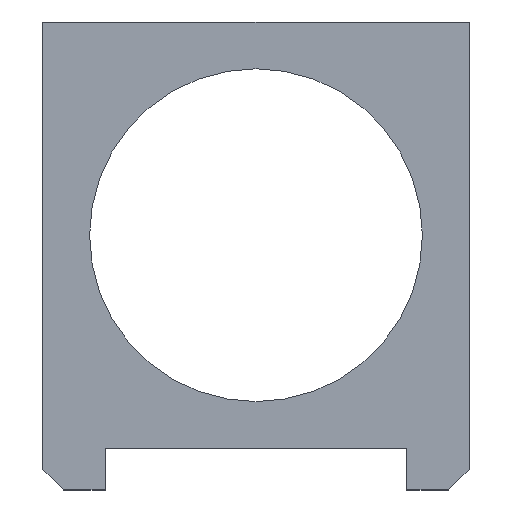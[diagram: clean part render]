
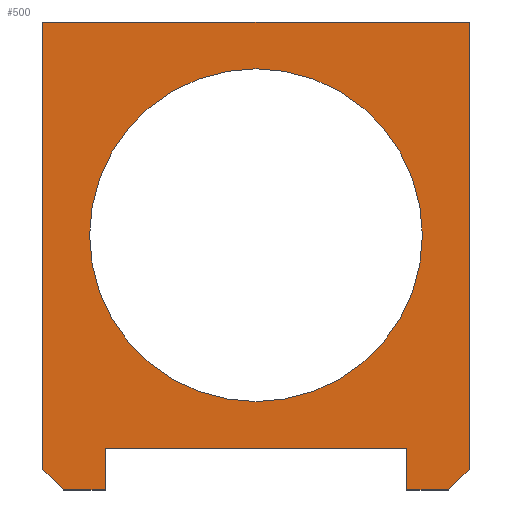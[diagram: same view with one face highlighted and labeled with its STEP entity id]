
A CAD part, top view. The second image highlights one B-rep face of the part: STEP entity #500.
In plain terms, the highlighted planar face has unit normal (0, 0, 1).
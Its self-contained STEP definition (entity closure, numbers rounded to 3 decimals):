
#4 = CARTESIAN_POINT ( 'NONE',  ( -14.5, -20.5, 0.3 ) ) ;
#7 = LINE ( 'NONE', #273, #97 ) ;
#13 = DIRECTION ( 'NONE',  ( 1., 0., 0. ) ) ;
#15 = VERTEX_POINT ( 'NONE', #179 ) ;
#23 = CARTESIAN_POINT ( 'NONE',  ( 0., 0., 0.3 ) ) ;
#25 = CARTESIAN_POINT ( 'NONE',  ( 0., 0., 0.3 ) ) ;
#33 = VERTEX_POINT ( 'NONE', #303 ) ;
#36 = DIRECTION ( 'NONE',  ( 0., 1., 0. ) ) ;
#39 = VECTOR ( 'NONE', #249, 1000. ) ;
#41 = CARTESIAN_POINT ( 'NONE',  ( 14.5, -24.5, 0.3 ) ) ;
#54 = VERTEX_POINT ( 'NONE', #182 ) ;
#55 = VECTOR ( 'NONE', #266, 1000. ) ;
#56 = VECTOR ( 'NONE', #259, 1000. ) ;
#57 = CARTESIAN_POINT ( 'NONE',  ( 14.5, -20.5, 0.3 ) ) ;
#59 = EDGE_CURVE ( 'NONE', #15, #127, #222, .T. ) ;
#60 = CARTESIAN_POINT ( 'NONE',  ( -20.5, -22.5, 0.3 ) ) ;
#66 = DIRECTION ( 'NONE',  ( 1., 0., 0. ) ) ;
#67 = CARTESIAN_POINT ( 'NONE',  ( -20.5, 20.5, 0.3 ) ) ;
#79 = EDGE_CURVE ( 'NONE', #408, #81, #275, .T. ) ;
#81 = VERTEX_POINT ( 'NONE', #104 ) ;
#85 = EDGE_CURVE ( 'NONE', #504, #15, #453, .T. ) ;
#93 = CARTESIAN_POINT ( 'NONE',  ( -20.5, -24.5, 0.3 ) ) ;
#97 = VECTOR ( 'NONE', #13, 1000. ) ;
#98 = CARTESIAN_POINT ( 'NONE',  ( 20.5, -22.5, 0.3 ) ) ;
#100 = FACE_OUTER_BOUND ( 'NONE', #145, .T. ) ;
#103 = DIRECTION ( 'NONE',  ( 0.707, 0.707, 0. ) ) ;
#104 = CARTESIAN_POINT ( 'NONE',  ( -16., 0., 0.3 ) ) ;
#125 = ORIENTED_EDGE ( 'NONE', *, *, #420, .T. ) ;
#127 = VERTEX_POINT ( 'NONE', #226 ) ;
#129 = AXIS2_PLACEMENT_3D ( 'NONE', #25, #488, #449 ) ;
#137 = DIRECTION ( 'NONE',  ( -1., 0., 0. ) ) ;
#145 = EDGE_LOOP ( 'NONE', ( #252, #381, #339, #397, #330, #490, #471, #152, #250, #224 ) ) ;
#152 = ORIENTED_EDGE ( 'NONE', *, *, #314, .T. ) ;
#172 = EDGE_CURVE ( 'NONE', #365, #204, #468, .T. ) ;
#178 = EDGE_CURVE ( 'NONE', #204, #437, #356, .T. ) ;
#179 = CARTESIAN_POINT ( 'NONE',  ( 20.5, 20.5, 0.3 ) ) ;
#181 = CARTESIAN_POINT ( 'NONE',  ( 14.5, -20.5, 0.3 ) ) ;
#182 = CARTESIAN_POINT ( 'NONE',  ( 18.5, -24.5, 0.3 ) ) ;
#188 = VECTOR ( 'NONE', #335, 1000. ) ;
#190 = CARTESIAN_POINT ( 'NONE',  ( -14.5, -20.5, 0.3 ) ) ;
#204 = VERTEX_POINT ( 'NONE', #4 ) ;
#219 = DIRECTION ( 'NONE',  ( 0., 0., -1. ) ) ;
#222 = LINE ( 'NONE', #67, #302 ) ;
#224 = ORIENTED_EDGE ( 'NONE', *, *, #85, .T. ) ;
#226 = CARTESIAN_POINT ( 'NONE',  ( -20.5, 20.5, 0.3 ) ) ;
#227 = CIRCLE ( 'NONE', #129, 16. ) ;
#228 = DIRECTION ( 'NONE',  ( 1., 0., 0. ) ) ;
#249 = DIRECTION ( 'NONE',  ( 0.707, -0.707, 0. ) ) ;
#250 = ORIENTED_EDGE ( 'NONE', *, *, #473, .T. ) ;
#251 = DIRECTION ( 'NONE',  ( 0., 0., -1. ) ) ;
#252 = ORIENTED_EDGE ( 'NONE', *, *, #59, .T. ) ;
#253 = VECTOR ( 'NONE', #36, 1000. ) ;
#254 = LINE ( 'NONE', #372, #56 ) ;
#259 = DIRECTION ( 'NONE',  ( 0., -1., 0. ) ) ;
#266 = DIRECTION ( 'NONE',  ( 0., 1., 0. ) ) ;
#273 = CARTESIAN_POINT ( 'NONE',  ( 20.5, -24.5, 0.3 ) ) ;
#275 = CIRCLE ( 'NONE', #326, 16. ) ;
#286 = AXIS2_PLACEMENT_3D ( 'NONE', #23, #251, #478 ) ;
#291 = CARTESIAN_POINT ( 'NONE',  ( -14.5, -24.5, 0.3 ) ) ;
#302 = VECTOR ( 'NONE', #137, 1000. ) ;
#303 = CARTESIAN_POINT ( 'NONE',  ( -18.5, -24.5, 0.3 ) ) ;
#314 = EDGE_CURVE ( 'NONE', #341, #54, #7, .T. ) ;
#316 = LINE ( 'NONE', #392, #39 ) ;
#321 = EDGE_CURVE ( 'NONE', #479, #33, #316, .T. ) ;
#326 = AXIS2_PLACEMENT_3D ( 'NONE', #414, #219, #450 ) ;
#328 = PLANE ( 'NONE',  #286 ) ;
#330 = ORIENTED_EDGE ( 'NONE', *, *, #172, .T. ) ;
#335 = DIRECTION ( 'NONE',  ( 0., -1., 0. ) ) ;
#336 = VECTOR ( 'NONE', #66, 1000. ) ;
#339 = ORIENTED_EDGE ( 'NONE', *, *, #321, .T. ) ;
#341 = VERTEX_POINT ( 'NONE', #41 ) ;
#356 = LINE ( 'NONE', #498, #367 ) ;
#365 = VERTEX_POINT ( 'NONE', #291 ) ;
#367 = VECTOR ( 'NONE', #228, 1000. ) ;
#370 = FACE_BOUND ( 'NONE', #390, .T. ) ;
#372 = CARTESIAN_POINT ( 'NONE',  ( -20.5, -20.5, 0.3 ) ) ;
#373 = EDGE_CURVE ( 'NONE', #437, #341, #405, .T. ) ;
#381 = ORIENTED_EDGE ( 'NONE', *, *, #416, .T. ) ;
#390 = EDGE_LOOP ( 'NONE', ( #125, #448 ) ) ;
#392 = CARTESIAN_POINT ( 'NONE',  ( -18.5, -24.5, 0.3 ) ) ;
#397 = ORIENTED_EDGE ( 'NONE', *, *, #460, .T. ) ;
#400 = CARTESIAN_POINT ( 'NONE',  ( 20.5, -22.5, 0.3 ) ) ;
#405 = LINE ( 'NONE', #181, #188 ) ;
#408 = VERTEX_POINT ( 'NONE', #482 ) ;
#414 = CARTESIAN_POINT ( 'NONE',  ( 0., 0., 0.3 ) ) ;
#416 = EDGE_CURVE ( 'NONE', #127, #479, #254, .T. ) ;
#420 = EDGE_CURVE ( 'NONE', #81, #408, #227, .T. ) ;
#437 = VERTEX_POINT ( 'NONE', #57 ) ;
#444 = LINE ( 'NONE', #93, #336 ) ;
#445 = CARTESIAN_POINT ( 'NONE',  ( 20.5, -20.5, 0.3 ) ) ;
#448 = ORIENTED_EDGE ( 'NONE', *, *, #79, .T. ) ;
#449 = DIRECTION ( 'NONE',  ( -1., 0., 0. ) ) ;
#450 = DIRECTION ( 'NONE',  ( -1., 0., 0. ) ) ;
#453 = LINE ( 'NONE', #445, #55 ) ;
#460 = EDGE_CURVE ( 'NONE', #33, #365, #444, .T. ) ;
#468 = LINE ( 'NONE', #190, #253 ) ;
#471 = ORIENTED_EDGE ( 'NONE', *, *, #373, .T. ) ;
#473 = EDGE_CURVE ( 'NONE', #54, #504, #485, .T. ) ;
#478 = DIRECTION ( 'NONE',  ( -1., 0., 0. ) ) ;
#479 = VERTEX_POINT ( 'NONE', #60 ) ;
#482 = CARTESIAN_POINT ( 'NONE',  ( 16., 0., 0.3 ) ) ;
#485 = LINE ( 'NONE', #98, #493 ) ;
#488 = DIRECTION ( 'NONE',  ( 0., 0., -1. ) ) ;
#490 = ORIENTED_EDGE ( 'NONE', *, *, #178, .T. ) ;
#493 = VECTOR ( 'NONE', #103, 1000. ) ;
#498 = CARTESIAN_POINT ( 'NONE',  ( -20.5, -20.5, 0.3 ) ) ;
#500 = ADVANCED_FACE ( 'NONE', ( #370, #100 ), #328, .F. ) ;
#504 = VERTEX_POINT ( 'NONE', #400 ) ;
